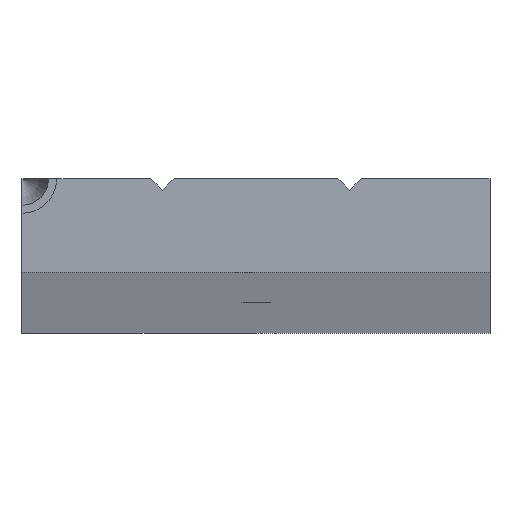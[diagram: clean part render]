
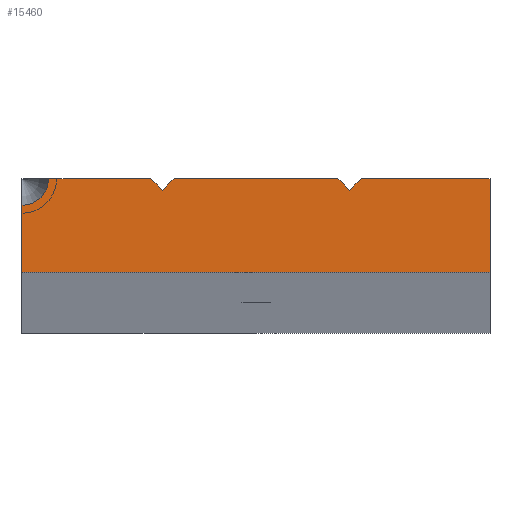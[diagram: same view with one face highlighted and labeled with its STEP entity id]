
A CAD part, top view. The second image highlights one B-rep face of the part: STEP entity #15460.
In plain terms, the highlighted planar face has unit normal (0, 0, 1).
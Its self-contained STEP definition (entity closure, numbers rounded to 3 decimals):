
#138 = VERTEX_POINT ( 'NONE', #1209 ) ;
#439 = ORIENTED_EDGE ( 'NONE', *, *, #4985, .T. ) ;
#511 = CARTESIAN_POINT ( 'NONE',  ( -8., 3., 1500. ) ) ;
#634 = EDGE_LOOP ( 'NONE', ( #8499, #8558, #12133, #1741, #8909, #1147, #9089, #439, #2304, #5898, #6313 ) ) ;
#677 = VECTOR ( 'NONE', #11728, 1000. ) ;
#925 = VERTEX_POINT ( 'NONE', #11435 ) ;
#1147 = ORIENTED_EDGE ( 'NONE', *, *, #1435, .T. ) ;
#1209 = CARTESIAN_POINT ( 'NONE',  ( 7., 4., 1500. ) ) ;
#1435 = EDGE_CURVE ( 'NONE', #6411, #15948, #3791, .T. ) ;
#1534 = VERTEX_POINT ( 'NONE', #7515 ) ;
#1741 = ORIENTED_EDGE ( 'NONE', *, *, #13772, .T. ) ;
#1945 = LINE ( 'NONE', #3066, #9569 ) ;
#2093 = CARTESIAN_POINT ( 'NONE',  ( 9., 4., 1500. ) ) ;
#2304 = ORIENTED_EDGE ( 'NONE', *, *, #9428, .T. ) ;
#2635 = DIRECTION ( 'NONE',  ( -1., 0., 0. ) ) ;
#3039 = EDGE_CURVE ( 'NONE', #6388, #925, #4837, .T. ) ;
#3066 = CARTESIAN_POINT ( 'NONE',  ( -9., 4., 1500. ) ) ;
#3190 = DIRECTION ( 'NONE',  ( 0.707, -0.707, 0. ) ) ;
#3280 = EDGE_CURVE ( 'NONE', #6411, #4031, #14440, .T. ) ;
#3464 = VECTOR ( 'NONE', #16168, 1000. ) ;
#3791 = LINE ( 'NONE', #15626, #17548 ) ;
#3975 = CARTESIAN_POINT ( 'NONE',  ( -17.702, 4., 1500. ) ) ;
#4031 = VERTEX_POINT ( 'NONE', #3975 ) ;
#4607 = CARTESIAN_POINT ( 'NONE',  ( 8., 3., 1500. ) ) ;
#4789 = CARTESIAN_POINT ( 'NONE',  ( 20., -4., 1500. ) ) ;
#4837 = LINE ( 'NONE', #2093, #677 ) ;
#4985 = EDGE_CURVE ( 'NONE', #6538, #1534, #15276, .T. ) ;
#5024 = VECTOR ( 'NONE', #6195, 1000. ) ;
#5355 = VERTEX_POINT ( 'NONE', #12652 ) ;
#5356 = EDGE_CURVE ( 'NONE', #5355, #9607, #1945, .T. ) ;
#5648 = PLANE ( 'NONE',  #6124 ) ;
#5898 = ORIENTED_EDGE ( 'NONE', *, *, #3039, .F. ) ;
#6124 = AXIS2_PLACEMENT_3D ( 'NONE', #7296, #15526, #9841 ) ;
#6195 = DIRECTION ( 'NONE',  ( 0., 1., 0. ) ) ;
#6273 = EDGE_CURVE ( 'NONE', #138, #15586, #14148, .T. ) ;
#6292 = CARTESIAN_POINT ( 'NONE',  ( -20., 4., 1500. ) ) ;
#6313 = ORIENTED_EDGE ( 'NONE', *, *, #10981, .F. ) ;
#6379 = CARTESIAN_POINT ( 'NONE',  ( -7., 4., 1500. ) ) ;
#6388 = VERTEX_POINT ( 'NONE', #4607 ) ;
#6411 = VERTEX_POINT ( 'NONE', #14490 ) ;
#6518 = DIRECTION ( 'NONE',  ( -1., 0., 0. ) ) ;
#6538 = VERTEX_POINT ( 'NONE', #12711 ) ;
#6664 = VECTOR ( 'NONE', #6518, 1000. ) ;
#7296 = CARTESIAN_POINT ( 'NONE',  ( 0., 0., 1500. ) ) ;
#7480 = EDGE_CURVE ( 'NONE', #9607, #15586, #15857, .T. ) ;
#7515 = CARTESIAN_POINT ( 'NONE',  ( 20., 4., 1500. ) ) ;
#8499 = ORIENTED_EDGE ( 'NONE', *, *, #6273, .T. ) ;
#8558 = ORIENTED_EDGE ( 'NONE', *, *, #7480, .F. ) ;
#8858 = DIRECTION ( 'NONE',  ( -1., 0., 0. ) ) ;
#8909 = ORIENTED_EDGE ( 'NONE', *, *, #3280, .F. ) ;
#8953 = CARTESIAN_POINT ( 'NONE',  ( -20., -4., 1500. ) ) ;
#9089 = ORIENTED_EDGE ( 'NONE', *, *, #16307, .T. ) ;
#9103 = CARTESIAN_POINT ( 'NONE',  ( -20., 4., 1500. ) ) ;
#9347 = LINE ( 'NONE', #8953, #3464 ) ;
#9428 = EDGE_CURVE ( 'NONE', #1534, #925, #12122, .T. ) ;
#9569 = VECTOR ( 'NONE', #3190, 1000. ) ;
#9607 = VERTEX_POINT ( 'NONE', #15301 ) ;
#9664 = FACE_OUTER_BOUND ( 'NONE', #634, .T. ) ;
#9841 = DIRECTION ( 'NONE',  ( -1., 0., 0. ) ) ;
#10212 = VECTOR ( 'NONE', #13123, 1000. ) ;
#10297 = CARTESIAN_POINT ( 'NONE',  ( 8., 3., 1500. ) ) ;
#10393 = DIRECTION ( 'NONE',  ( 0.707, 0.707, 0. ) ) ;
#10450 = LINE ( 'NONE', #10297, #10212 ) ;
#10917 = DIRECTION ( 'NONE',  ( 0., 0., 1. ) ) ;
#10981 = EDGE_CURVE ( 'NONE', #138, #6388, #10450, .T. ) ;
#11435 = CARTESIAN_POINT ( 'NONE',  ( 9., 4., 1500. ) ) ;
#11728 = DIRECTION ( 'NONE',  ( 0.707, 0.707, 0. ) ) ;
#12122 = LINE ( 'NONE', #6292, #6664 ) ;
#12133 = ORIENTED_EDGE ( 'NONE', *, *, #5356, .F. ) ;
#12652 = CARTESIAN_POINT ( 'NONE',  ( -9., 4., 1500. ) ) ;
#12711 = CARTESIAN_POINT ( 'NONE',  ( 20., -4., 1500. ) ) ;
#13123 = DIRECTION ( 'NONE',  ( 0.707, -0.707, 0. ) ) ;
#13266 = DIRECTION ( 'NONE',  ( -1., 0., 0. ) ) ;
#13653 = VECTOR ( 'NONE', #13266, 1000. ) ;
#13772 = EDGE_CURVE ( 'NONE', #5355, #4031, #14755, .T. ) ;
#14148 = LINE ( 'NONE', #14387, #14587 ) ;
#14174 = DIRECTION ( 'NONE',  ( 0., -1., 0. ) ) ;
#14387 = CARTESIAN_POINT ( 'NONE',  ( -20., 4., 1500. ) ) ;
#14440 = CIRCLE ( 'NONE', #14693, 2.298 ) ;
#14490 = CARTESIAN_POINT ( 'NONE',  ( -20., 1.702, 1500. ) ) ;
#14587 = VECTOR ( 'NONE', #8858, 1000. ) ;
#14693 = AXIS2_PLACEMENT_3D ( 'NONE', #17900, #10917, #2635 ) ;
#14755 = LINE ( 'NONE', #9103, #13653 ) ;
#15276 = LINE ( 'NONE', #4789, #5024 ) ;
#15301 = CARTESIAN_POINT ( 'NONE',  ( -8., 3., 1500. ) ) ;
#15460 = ADVANCED_FACE ( 'NONE', ( #9664 ), #5648, .F. ) ;
#15526 = DIRECTION ( 'NONE',  ( 0., 0., -1. ) ) ;
#15586 = VERTEX_POINT ( 'NONE', #6379 ) ;
#15626 = CARTESIAN_POINT ( 'NONE',  ( -20., -4., 1500. ) ) ;
#15857 = LINE ( 'NONE', #511, #16294 ) ;
#15948 = VERTEX_POINT ( 'NONE', #16915 ) ;
#16168 = DIRECTION ( 'NONE',  ( 1., 0., 0. ) ) ;
#16294 = VECTOR ( 'NONE', #10393, 1000. ) ;
#16307 = EDGE_CURVE ( 'NONE', #15948, #6538, #9347, .T. ) ;
#16915 = CARTESIAN_POINT ( 'NONE',  ( -20., -4., 1500. ) ) ;
#17548 = VECTOR ( 'NONE', #14174, 1000. ) ;
#17900 = CARTESIAN_POINT ( 'NONE',  ( -20., 4., 1500. ) ) ;
